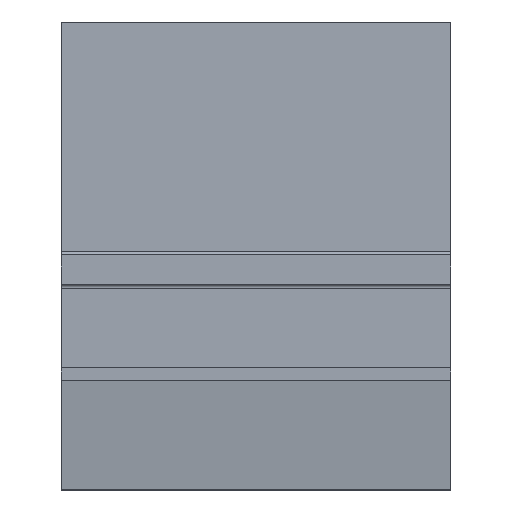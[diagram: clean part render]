
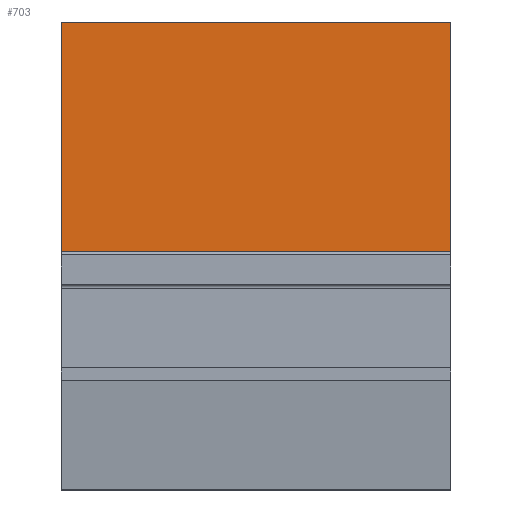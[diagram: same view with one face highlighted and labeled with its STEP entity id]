
A CAD part, top view. The second image highlights one B-rep face of the part: STEP entity #703.
In plain terms, the highlighted planar face has unit normal (0, 0, 1).
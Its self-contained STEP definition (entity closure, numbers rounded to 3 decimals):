
#690=AXIS2_PLACEMENT_3D('Plane Axis2P3D',#687,#688,#689) ;
#102=CARTESIAN_POINT('Vertex',(10.,12.,12.25)) ;
#105=CARTESIAN_POINT('Line Origine',(10.,9.06,12.25)) ;
#109=CARTESIAN_POINT('Vertex',(10.,6.12,12.25)) ;
#451=CARTESIAN_POINT('Vertex',(0.,6.12,12.25)) ;
#454=CARTESIAN_POINT('Line Origine',(0.,9.06,12.25)) ;
#458=CARTESIAN_POINT('Vertex',(0.,12.,12.25)) ;
#674=CARTESIAN_POINT('Line Origine',(5.,12.,12.25)) ;
#687=CARTESIAN_POINT('Axis2P3D Location',(0.,3.12,12.25)) ;
#692=CARTESIAN_POINT('Line Origine',(5.,6.12,12.25)) ;
#106=DIRECTION('Vector Direction',(0.,1.,0.)) ;
#455=DIRECTION('Vector Direction',(0.,1.,0.)) ;
#675=DIRECTION('Vector Direction',(1.,0.,0.)) ;
#688=DIRECTION('Axis2P3D Direction',(0.,0.,-1.)) ;
#689=DIRECTION('Axis2P3D XDirection',(0.,1.,0.)) ;
#693=DIRECTION('Vector Direction',(-1.,0.,0.)) ;
#107=VECTOR('Line Direction',#106,1.) ;
#456=VECTOR('Line Direction',#455,1.) ;
#676=VECTOR('Line Direction',#675,1.) ;
#694=VECTOR('Line Direction',#693,1.) ;
#698=ORIENTED_EDGE('',*,*,#111,.T.) ;
#699=ORIENTED_EDGE('',*,*,#678,.F.) ;
#700=ORIENTED_EDGE('',*,*,#460,.F.) ;
#701=ORIENTED_EDGE('',*,*,#696,.T.) ;
#703=ADVANCED_FACE('Housing',(#702),#691,.F.) ;
#111=EDGE_CURVE('',#110,#103,#108,.T.) ;
#460=EDGE_CURVE('',#452,#459,#457,.T.) ;
#678=EDGE_CURVE('',#459,#103,#677,.T.) ;
#696=EDGE_CURVE('',#452,#110,#695,.F.) ;
#697=EDGE_LOOP('',(#698,#699,#700,#701)) ;
#702=FACE_OUTER_BOUND('',#697,.T.) ;
#108=LINE('Line',#105,#107) ;
#457=LINE('Line',#454,#456) ;
#677=LINE('Line',#674,#676) ;
#695=LINE('Line',#692,#694) ;
#691=PLANE('',#690) ;
#103=VERTEX_POINT('',#102) ;
#110=VERTEX_POINT('',#109) ;
#452=VERTEX_POINT('',#451) ;
#459=VERTEX_POINT('',#458) ;
